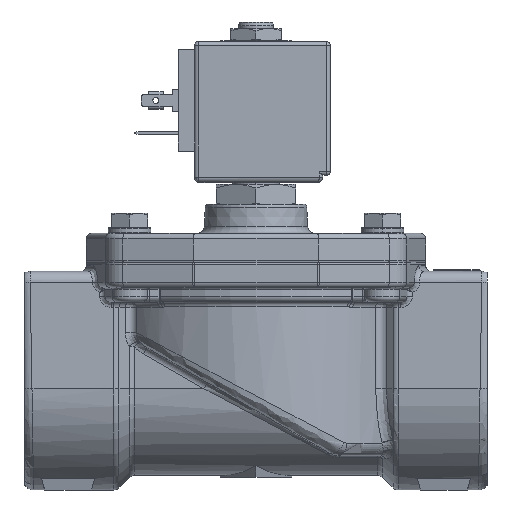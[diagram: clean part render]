
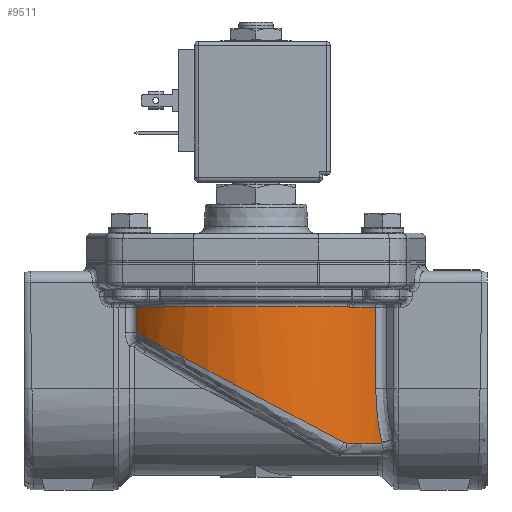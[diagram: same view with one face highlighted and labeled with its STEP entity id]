
A CAD part, left-side view. The second image highlights one B-rep face of the part: STEP entity #9511.
In plain terms, the highlighted cylindrical face has radius 42 mm (diameter 84 mm), a partial arc.
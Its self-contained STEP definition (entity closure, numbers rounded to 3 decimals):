
#314=CARTESIAN_POINT('',(0.,0.,22.5));
#315=DIRECTION('',(0.,0.,1.));
#316=DIRECTION('',(-0.77,-0.638,0.));
#317=AXIS2_PLACEMENT_3D('',#314,#315,#316);
#1476=CARTESIAN_POINT('',(0.,0.,22.5));
#1477=DIRECTION('',(0.,0.,1.));
#1478=DIRECTION('',(-0.615,0.789,0.));
#1479=AXIS2_PLACEMENT_3D('',#1476,#1477,#1478);
#1569=CARTESIAN_POINT('',(0.,0.,22.672));
#1570=DIRECTION('',(0.,0.,1.));
#1571=DIRECTION('',(-0.798,0.603,0.));
#1572=AXIS2_PLACEMENT_3D('',#1569,#1570,#1571);
#1747=CARTESIAN_POINT('',(-32.345,26.792,22.5));
#1748=CARTESIAN_POINT('',(-32.425,26.696,22.5));
#1749=CARTESIAN_POINT('',(-32.584,26.502,22.507));
#1750=CARTESIAN_POINT('',(-32.822,26.206,22.537));
#1751=CARTESIAN_POINT('',(-32.979,26.007,22.572));
#1752=CARTESIAN_POINT('',(-33.058,25.907,22.592));
#1754=CARTESIAN_POINT('',(-33.058,25.907,22.592));
#1755=CARTESIAN_POINT('',(-33.223,25.696,22.636));
#1756=CARTESIAN_POINT('',(-33.367,25.509,22.672));
#1757=CARTESIAN_POINT('',(-33.506,25.325,22.672));
#1759=CARTESIAN_POINT('',(-33.506,-25.325,
22.672));
#1760=CARTESIAN_POINT('',(-33.367,-25.509,
22.672));
#1761=CARTESIAN_POINT('',(-33.223,-25.696,
22.636));
#1762=CARTESIAN_POINT('',(-33.058,-25.907,
22.592));
#1764=CARTESIAN_POINT('',(-33.058,-25.907,
22.592));
#1765=CARTESIAN_POINT('',(-32.979,-26.007,
22.572));
#1766=CARTESIAN_POINT('',(-32.822,-26.206,
22.537));
#1767=CARTESIAN_POINT('',(-32.584,-26.502,
22.507));
#1768=CARTESIAN_POINT('',(-32.425,-26.696,
22.5));
#1769=CARTESIAN_POINT('',(-32.345,-26.792,
22.5));
#1771=CARTESIAN_POINT('',(0.,0.,-15.));
#1772=DIRECTION('',(0.,0.,-1.));
#1773=DIRECTION('',(-0.559,-0.829,0.));
#1774=AXIS2_PLACEMENT_3D('',#1771,#1772,#1773);
#1776=CARTESIAN_POINT('',(-33.689,-25.08,-15.));
#1777=CARTESIAN_POINT('',(-33.9,-24.797,
-15.));
#1778=CARTESIAN_POINT('',(-34.106,-24.513,
-14.931));
#1779=CARTESIAN_POINT('',(-34.283,-24.262,
-14.799));
#1785=DIRECTION('',(0.,0.,-1.));
#1786=VECTOR('',#1785,22.5);
#1787=CARTESIAN_POINT('',(-25.81,-33.133,22.5));
#1788=LINE('',#1787,#1786);
#1813=CARTESIAN_POINT('',(-23.48,-34.824,
-15.));
#1814=CARTESIAN_POINT('',(-24.014,-34.464,
-13.35));
#1815=CARTESIAN_POINT('',(-24.886,-33.841,
-10.038));
#1816=CARTESIAN_POINT('',(-25.646,-33.263,
-5.001));
#1817=CARTESIAN_POINT('',(-25.812,-33.132,
-1.667));
#1818=CARTESIAN_POINT('',(-25.81,-33.133,
0.));
#1960=CARTESIAN_POINT('',(-25.81,33.133,15.577));
#1965=CARTESIAN_POINT('',(-34.283,-24.262,
-14.799));
#1966=CARTESIAN_POINT('',(-35.495,-22.551,
-13.893));
#1967=CARTESIAN_POINT('',(-37.677,-18.924,
-11.974));
#1968=CARTESIAN_POINT('',(-40.135,-12.935,
-8.804));
#1969=CARTESIAN_POINT('',(-41.658,-6.56,
-5.43));
#1970=CARTESIAN_POINT('',(-42.172,0.018,
-1.949));
#1971=CARTESIAN_POINT('',(-41.652,6.596,1.532));
#1972=CARTESIAN_POINT('',(-40.124,12.969,4.905));
#1973=CARTESIAN_POINT('',(-37.662,18.954,8.073));
#1974=CARTESIAN_POINT('',(-34.379,24.398,10.954));
#1975=CARTESIAN_POINT('',(-30.406,29.191,13.49));
#1976=CARTESIAN_POINT('',(-27.39,31.903,14.926));
#1977=CARTESIAN_POINT('',(-25.81,33.133,15.577));
#1985=CARTESIAN_POINT('',(-34.283,-24.262,
-14.799));
#2917=DIRECTION('',(0.,0.,1.));
#2918=VECTOR('',#2917,6.923);
#2919=CARTESIAN_POINT('',(-25.81,33.133,15.577));
#2920=LINE('',#2919,#2918);
#4907=VERTEX_POINT('',#1985);
#4908=VERTEX_POINT('',#1776);
#4909=VERTEX_POINT('',#1960);
#5084=CARTESIAN_POINT('',(-23.48,-34.824,
-15.));
#5085=VERTEX_POINT('',#5084);
#5091=VERTEX_POINT('',#1818);
#5093=CARTESIAN_POINT('',(-25.81,33.133,22.5));
#5094=CARTESIAN_POINT('',(-32.345,26.792,22.5));
#5095=VERTEX_POINT('',#5093);
#5096=VERTEX_POINT('',#5094);
#5097=VERTEX_POINT('',#1752);
#5098=VERTEX_POINT('',#1757);
#5099=CARTESIAN_POINT('',(-33.506,-25.325,
22.672));
#5100=VERTEX_POINT('',#5099);
#5101=VERTEX_POINT('',#1762);
#5102=VERTEX_POINT('',#1769);
#5103=CARTESIAN_POINT('',(-25.81,-33.133,22.5));
#5104=VERTEX_POINT('',#5103);
#9486=CARTESIAN_POINT('',(0.,0.,23.425));
#9487=DIRECTION('',(0.,0.,-1.));
#9488=DIRECTION('',(0.,1.,0.));
#9489=AXIS2_PLACEMENT_3D('',#9486,#9487,#9488);
#9490=CYLINDRICAL_SURFACE('',#9489,42.);
#9491=ORIENTED_EDGE('',*,*,#8817,.T.);
#9492=ORIENTED_EDGE('',*,*,#8863,.T.);
#9493=ORIENTED_EDGE('',*,*,#9033,.T.);
#9494=ORIENTED_EDGE('',*,*,#9055,.T.);
#9495=ORIENTED_EDGE('',*,*,#9224,.T.);
#9496=ORIENTED_EDGE('',*,*,#9269,.T.);
#9497=ORIENTED_EDGE('',*,*,#6178,.T.);
#9499=ORIENTED_EDGE('',*,*,#9498,.T.);
#9501=ORIENTED_EDGE('',*,*,#9500,.F.);
#9502=ORIENTED_EDGE('',*,*,#6405,.T.);
#9504=ORIENTED_EDGE('',*,*,#9503,.T.);
#9506=ORIENTED_EDGE('',*,*,#9505,.T.);
#9508=ORIENTED_EDGE('',*,*,#9507,.T.);
#9509=EDGE_LOOP('',(#9491,#9492,#9493,#9494,#9495,#9496,#9497,#9499,#9501,#9502,
#9504,#9506,#9508));
#9510=FACE_OUTER_BOUND('',#9509,.F.);
#9511=ADVANCED_FACE('',(#9510),#9490,.T.);
#318=CIRCLE('',#317,42.);
#1480=CIRCLE('',#1479,42.);
#1573=CIRCLE('',#1572,42.);
#1753=B_SPLINE_CURVE_WITH_KNOTS('',3,(#1747,#1748,#1749,#1750,#1751,#1752),
.UNSPECIFIED.,.F.,.F.,(4,1,1,4),(0.,0.333,0.667,1.),
.UNSPECIFIED.);
#1758=B_SPLINE_CURVE_WITH_KNOTS('',3,(#1754,#1755,#1756,#1757),.UNSPECIFIED.,
.F.,.F.,(4,4),(0.,1.),.UNSPECIFIED.);
#1763=B_SPLINE_CURVE_WITH_KNOTS('',3,(#1759,#1760,#1761,#1762),.UNSPECIFIED.,
.F.,.F.,(4,4),(0.,1.),.UNSPECIFIED.);
#1770=B_SPLINE_CURVE_WITH_KNOTS('',3,(#1764,#1765,#1766,#1767,#1768,#1769),
.UNSPECIFIED.,.F.,.F.,(4,1,1,4),(0.,0.333,0.667,1.),
.UNSPECIFIED.);
#1775=CIRCLE('',#1774,42.);
#1780=B_SPLINE_CURVE_WITH_KNOTS('',3,(#1776,#1777,#1778,#1779),.UNSPECIFIED.,
.F.,.F.,(4,4),(0.,1.),.UNSPECIFIED.);
#1819=B_SPLINE_CURVE_WITH_KNOTS('',3,(#1813,#1814,#1815,#1816,#1817,#1818),
.UNSPECIFIED.,.F.,.F.,(4,1,1,4),(0.,0.333,0.667,1.),
.UNSPECIFIED.);
#1978=B_SPLINE_CURVE_WITH_KNOTS('',3,(#1965,#1966,#1967,#1968,#1969,#1970,#1971,
#1972,#1973,#1974,#1975,#1976,#1977),.UNSPECIFIED.,.F.,.F.,(4,1,1,1,1,1,1,1,1,1,
4),(0.,0.1,0.2,0.3,0.4,0.5,0.6,0.7,0.8,0.9,1.),
.UNSPECIFIED.);
#6178=EDGE_CURVE('',#5102,#5104,#318,.T.);
#6405=EDGE_CURVE('',#5085,#4908,#1775,.T.);
#8817=EDGE_CURVE('',#5095,#5096,#1480,.T.);
#8863=EDGE_CURVE('',#5096,#5097,#1753,.T.);
#9033=EDGE_CURVE('',#5097,#5098,#1758,.T.);
#9055=EDGE_CURVE('',#5098,#5100,#1573,.T.);
#9224=EDGE_CURVE('',#5100,#5101,#1763,.T.);
#9269=EDGE_CURVE('',#5101,#5102,#1770,.T.);
#9498=EDGE_CURVE('',#5104,#5091,#1788,.T.);
#9500=EDGE_CURVE('',#5085,#5091,#1819,.T.);
#9503=EDGE_CURVE('',#4908,#4907,#1780,.T.);
#9505=EDGE_CURVE('',#4907,#4909,#1978,.T.);
#9507=EDGE_CURVE('',#4909,#5095,#2920,.T.);
